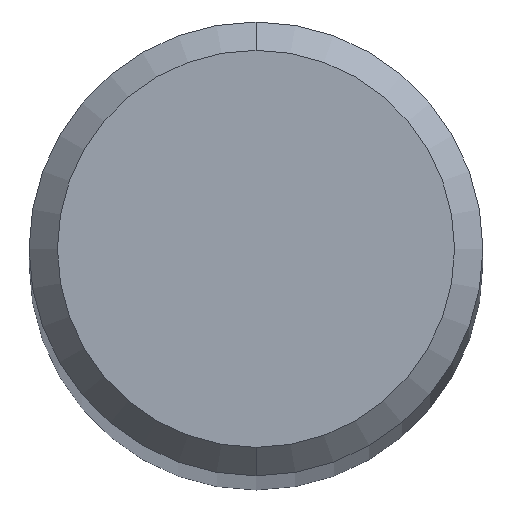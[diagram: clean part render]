
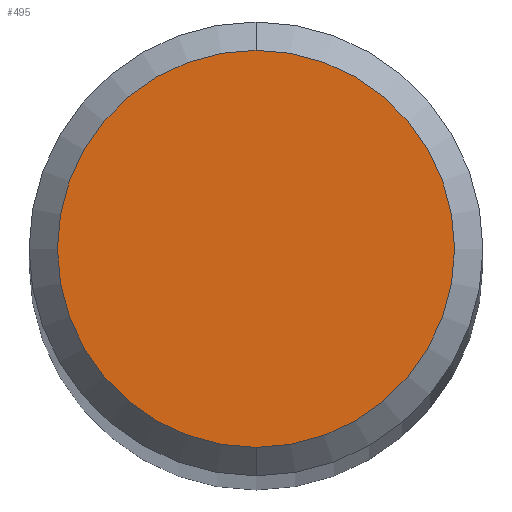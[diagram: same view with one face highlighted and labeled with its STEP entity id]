
A CAD part, top view. The second image highlights one B-rep face of the part: STEP entity #495.
In plain terms, the highlighted planar face has unit normal (0, 0, 1).
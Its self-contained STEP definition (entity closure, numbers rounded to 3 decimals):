
#367=VERTEX_POINT('',#773);
#393=EDGE_CURVE('',#581,#367,#802,.T.);
#429=EDGE_CURVE('',#367,#581,#842,.T.);
#495=ADVANCED_FACE('',(#912),#913,.T.);
#581=VERTEX_POINT('',#1009);
#773=CARTESIAN_POINT('',(0.0,2.8,0.0));
#802=CIRCLE('',#1385,2.8);
#842=CIRCLE('',#1461,2.8);
#912=FACE_OUTER_BOUND('',#1608,.T.);
#913=PLANE('',#1609);
#1009=CARTESIAN_POINT('',(0.,-2.8,0.0));
#1385=AXIS2_PLACEMENT_3D('',#2021,#2022,#2023);
#1461=AXIS2_PLACEMENT_3D('',#2071,#2072,#2073);
#1608=EDGE_LOOP('',(#2132,#2133));
#1609=AXIS2_PLACEMENT_3D('',#2134,#2135,#2136);
#2021=CARTESIAN_POINT('',(0.0,0.0,0.0));
#2022=DIRECTION('',(0.0,0.0,-1.0));
#2023=DIRECTION('',(0.0,1.0,0.0));
#2071=CARTESIAN_POINT('',(0.0,0.0,0.0));
#2072=DIRECTION('',(0.0,0.0,-1.0));
#2073=DIRECTION('',(0.0,1.0,0.0));
#2132=ORIENTED_EDGE('',*,*,#429,.F.);
#2133=ORIENTED_EDGE('',*,*,#393,.F.);
#2134=CARTESIAN_POINT('',(0.0,1.4,0.0));
#2135=DIRECTION('',(-0.0,0.0,1.0));
#2136=DIRECTION('',(0.0,-1.0,0.0));
